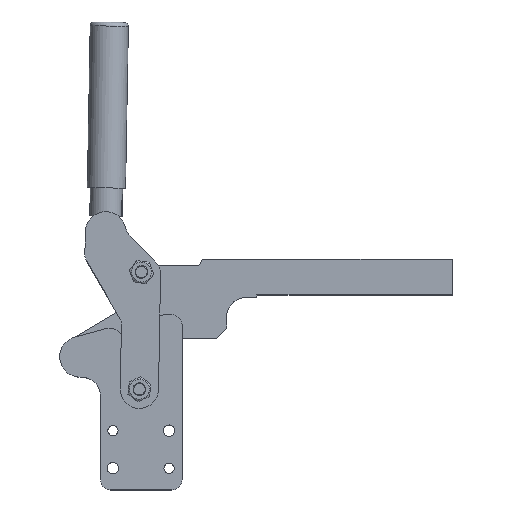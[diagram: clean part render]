
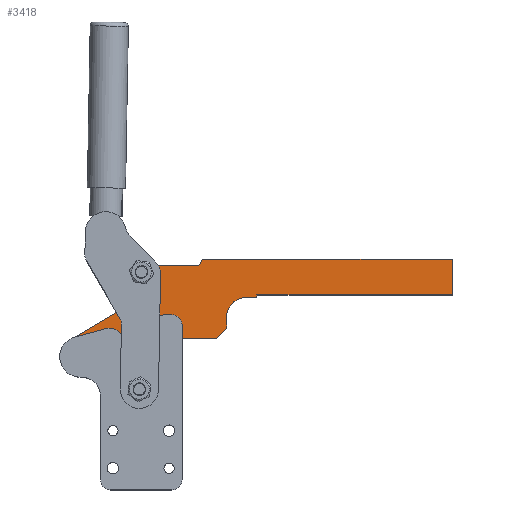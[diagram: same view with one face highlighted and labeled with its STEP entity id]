
A CAD part, top view. The second image highlights one B-rep face of the part: STEP entity #3418.
In plain terms, the highlighted planar face has unit normal (0, 0, 1).
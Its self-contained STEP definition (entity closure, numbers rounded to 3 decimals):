
#3116=CARTESIAN_POINT('',(-27.267,584.067,55.35));
#3117=VERTEX_POINT('',#3116);
#3126=CARTESIAN_POINT('',(-27.534,582.297,55.35));
#3127=VERTEX_POINT('',#3126);
#3128=CARTESIAN_POINT('',(-21.534,582.297,55.35));
#3129=DIRECTION('',(0.0,0.0,1.0));
#3130=DIRECTION('',(1.0,0.0,0.0));
#3131=AXIS2_PLACEMENT_3D('',#3128,#3129,#3130);
#3132=CIRCLE('',#3131,6.);
#3133=EDGE_CURVE('',#3117,#3127,#3132,.T.);
#3135=CARTESIAN_POINT('',(-15.801,580.528,55.35));
#3136=VERTEX_POINT('',#3135);
#3137=CARTESIAN_POINT('',(-21.534,582.297,55.35));
#3138=DIRECTION('',(0.0,0.0,1.0));
#3139=DIRECTION('',(1.0,0.0,0.0));
#3140=AXIS2_PLACEMENT_3D('',#3137,#3138,#3139);
#3141=CIRCLE('',#3140,6.);
#3142=EDGE_CURVE('',#3127,#3136,#3141,.T.);
#3176=CARTESIAN_POINT('',(-68.732,551.129,55.35));
#3177=VERTEX_POINT('',#3176);
#3186=CARTESIAN_POINT('',(-66.755,562.965,55.35));
#3187=VERTEX_POINT('',#3186);
#3188=CARTESIAN_POINT('',(-67.744,557.047,55.35));
#3189=DIRECTION('',(0.0,0.0,1.0));
#3190=DIRECTION('',(1.0,0.0,0.0));
#3191=AXIS2_PLACEMENT_3D('',#3188,#3189,#3190);
#3192=CIRCLE('',#3191,6.);
#3193=EDGE_CURVE('',#3177,#3187,#3192,.T.);
#3236=CARTESIAN_POINT('',(-73.744,557.047,55.35));
#3237=VERTEX_POINT('',#3236);
#3238=CARTESIAN_POINT('',(-67.744,557.047,55.35));
#3239=DIRECTION('',(0.0,0.0,1.0));
#3240=DIRECTION('',(1.0,0.0,0.0));
#3241=AXIS2_PLACEMENT_3D('',#3238,#3239,#3240);
#3242=CIRCLE('',#3241,6.);
#3243=EDGE_CURVE('',#3187,#3237,#3242,.T.);
#3245=CARTESIAN_POINT('',(-67.744,557.047,55.35));
#3246=DIRECTION('',(0.0,0.0,1.0));
#3247=DIRECTION('',(1.0,0.0,0.0));
#3248=AXIS2_PLACEMENT_3D('',#3245,#3246,#3247);
#3249=CIRCLE('',#3248,6.);
#3250=EDGE_CURVE('',#3237,#3177,#3249,.T.);
#3269=CARTESIAN_POINT('',(-21.534,582.297,55.35));
#3270=DIRECTION('',(0.0,0.0,1.0));
#3271=DIRECTION('',(1.0,0.0,0.0));
#3272=AXIS2_PLACEMENT_3D('',#3269,#3270,#3271);
#3273=CIRCLE('',#3272,6.);
#3274=EDGE_CURVE('',#3136,#3117,#3273,.T.);
#3279=CARTESIAN_POINT('',(-21.534,582.297,55.35));
#3280=DIRECTION('',(0.0,0.0,-1.0));
#3281=DIRECTION('',(-0.956,0.295,0.0));
#3282=AXIS2_PLACEMENT_3D('',#3279,#3280,#3281);
#3283=PLANE('',#3282);
#3284=CARTESIAN_POINT('',(-7.744,628.547,55.35));
#3285=VERTEX_POINT('',#3284);
#3286=CARTESIAN_POINT('',(25.452,628.547,55.35));
#3287=VERTEX_POINT('',#3286);
#3288=CARTESIAN_POINT('',(-7.744,628.547,55.35));
#3289=DIRECTION('',(1.0,0.0,0.0));
#3290=VECTOR('',#3289,33.196);
#3291=LINE('',#3288,#3290);
#3292=EDGE_CURVE('',#3285,#3287,#3291,.T.);
#3293=ORIENTED_EDGE('',*,*,#3292,.F.);
#3294=CARTESIAN_POINT('',(-7.744,610.621,55.35));
#3295=VERTEX_POINT('',#3294);
#3296=CARTESIAN_POINT('',(-7.744,610.621,55.35));
#3297=DIRECTION('',(0.0,1.0,0.0));
#3298=VECTOR('',#3297,17.926);
#3299=LINE('',#3296,#3298);
#3300=EDGE_CURVE('',#3295,#3285,#3299,.T.);
#3301=ORIENTED_EDGE('',*,*,#3300,.F.);
#3302=CARTESIAN_POINT('',(-75.646,570.381,55.35));
#3303=VERTEX_POINT('',#3302);
#3304=CARTESIAN_POINT('',(-75.646,570.381,55.35));
#3305=DIRECTION('',(0.86,0.51,0.));
#3306=VECTOR('',#3305,78.93);
#3307=LINE('',#3304,#3306);
#3308=EDGE_CURVE('',#3303,#3295,#3307,.T.);
#3309=ORIENTED_EDGE('',*,*,#3308,.F.);
#3310=CARTESIAN_POINT('',(-61.034,543.075,55.35));
#3311=VERTEX_POINT('',#3310);
#3312=CARTESIAN_POINT('',(-67.744,557.047,55.35));
#3313=DIRECTION('',(0.,0.,-1.0));
#3314=DIRECTION('',(-0.51,0.86,0.));
#3315=AXIS2_PLACEMENT_3D('',#3312,#3313,#3314);
#3316=CIRCLE('',#3315,15.5);
#3317=EDGE_CURVE('',#3311,#3303,#3316,.T.);
#3318=ORIENTED_EDGE('',*,*,#3317,.F.);
#3319=CARTESIAN_POINT('',(-1.744,571.547,55.35));
#3320=VERTEX_POINT('',#3319);
#3321=CARTESIAN_POINT('',(-1.744,571.547,55.35));
#3322=DIRECTION('',(-0.901,-0.433,0.));
#3323=VECTOR('',#3322,65.772);
#3324=LINE('',#3321,#3323);
#3325=EDGE_CURVE('',#3320,#3311,#3324,.T.);
#3326=ORIENTED_EDGE('',*,*,#3325,.F.);
#3327=CARTESIAN_POINT('',(39.256,571.547,55.35));
#3328=VERTEX_POINT('',#3327);
#3329=CARTESIAN_POINT('',(39.256,571.547,55.35));
#3330=DIRECTION('',(-1.0,0.0,0.0));
#3331=VECTOR('',#3330,41.);
#3332=LINE('',#3329,#3331);
#3333=EDGE_CURVE('',#3328,#3320,#3332,.T.);
#3334=ORIENTED_EDGE('',*,*,#3333,.F.);
#3335=CARTESIAN_POINT('',(47.256,579.547,55.35));
#3336=VERTEX_POINT('',#3335);
#3337=CARTESIAN_POINT('',(47.256,579.547,55.35));
#3338=DIRECTION('',(-0.707,-0.707,0.));
#3339=VECTOR('',#3338,11.314);
#3340=LINE('',#3337,#3339);
#3341=EDGE_CURVE('',#3336,#3328,#3340,.T.);
#3342=ORIENTED_EDGE('',*,*,#3341,.F.);
#3343=CARTESIAN_POINT('',(47.256,588.547,55.35));
#3344=VERTEX_POINT('',#3343);
#3345=CARTESIAN_POINT('',(47.256,588.547,55.35));
#3346=DIRECTION('',(0.0,-1.0,0.0));
#3347=VECTOR('',#3346,9.);
#3348=LINE('',#3345,#3347);
#3349=EDGE_CURVE('',#3344,#3336,#3348,.T.);
#3350=ORIENTED_EDGE('',*,*,#3349,.F.);
#3351=CARTESIAN_POINT('',(62.256,603.547,55.35));
#3352=VERTEX_POINT('',#3351);
#3353=CARTESIAN_POINT('',(62.256,588.547,55.35));
#3354=DIRECTION('',(0.0,0.0,1.0));
#3355=DIRECTION('',(0.0,-1.0,0.0));
#3356=AXIS2_PLACEMENT_3D('',#3353,#3354,#3355);
#3357=CIRCLE('',#3356,15.);
#3358=EDGE_CURVE('',#3352,#3344,#3357,.T.);
#3359=ORIENTED_EDGE('',*,*,#3358,.F.);
#3360=CARTESIAN_POINT('',(71.006,603.547,55.35));
#3361=VERTEX_POINT('',#3360);
#3362=CARTESIAN_POINT('',(71.006,603.547,55.35));
#3363=DIRECTION('',(-1.0,0.0,0.0));
#3364=VECTOR('',#3363,8.75);
#3365=LINE('',#3362,#3364);
#3366=EDGE_CURVE('',#3361,#3352,#3365,.T.);
#3367=ORIENTED_EDGE('',*,*,#3366,.F.);
#3368=CARTESIAN_POINT('',(71.006,605.547,55.35));
#3369=VERTEX_POINT('',#3368);
#3370=CARTESIAN_POINT('',(71.006,605.547,55.35));
#3371=DIRECTION('',(0.0,-1.0,0.0));
#3372=VECTOR('',#3371,2.0);
#3373=LINE('',#3370,#3372);
#3374=EDGE_CURVE('',#3369,#3361,#3373,.T.);
#3375=ORIENTED_EDGE('',*,*,#3374,.F.);
#3376=CARTESIAN_POINT('',(224.256,605.547,55.35));
#3377=VERTEX_POINT('',#3376);
#3378=CARTESIAN_POINT('',(224.256,605.547,55.35));
#3379=DIRECTION('',(-1.0,0.0,0.0));
#3380=VECTOR('',#3379,153.25);
#3381=LINE('',#3378,#3380);
#3382=EDGE_CURVE('',#3377,#3369,#3381,.T.);
#3383=ORIENTED_EDGE('',*,*,#3382,.F.);
#3384=CARTESIAN_POINT('',(224.256,633.547,55.35));
#3385=VERTEX_POINT('',#3384);
#3386=CARTESIAN_POINT('',(224.256,633.547,55.35));
#3387=DIRECTION('',(0.0,-1.0,0.0));
#3388=VECTOR('',#3387,28.);
#3389=LINE('',#3386,#3388);
#3390=EDGE_CURVE('',#3385,#3377,#3389,.T.);
#3391=ORIENTED_EDGE('',*,*,#3390,.F.);
#3392=CARTESIAN_POINT('',(28.339,633.547,55.35));
#3393=VERTEX_POINT('',#3392);
#3394=CARTESIAN_POINT('',(28.339,633.547,55.35));
#3395=DIRECTION('',(1.0,0.0,0.0));
#3396=VECTOR('',#3395,195.917);
#3397=LINE('',#3394,#3396);
#3398=EDGE_CURVE('',#3393,#3385,#3397,.T.);
#3399=ORIENTED_EDGE('',*,*,#3398,.F.);
#3400=CARTESIAN_POINT('',(25.452,628.547,55.35));
#3401=DIRECTION('',(0.5,0.866,0.0));
#3402=VECTOR('',#3401,5.774);
#3403=LINE('',#3400,#3402);
#3404=EDGE_CURVE('',#3287,#3393,#3403,.T.);
#3405=ORIENTED_EDGE('',*,*,#3404,.F.);
#3406=EDGE_LOOP('',(#3293,#3301,#3309,#3318,#3326,#3334,#3342,#3350,#3359,#3367,#3375,#3383,#3391,#3399,#3405));
#3407=FACE_OUTER_BOUND('',#3406,.T.);
#3408=ORIENTED_EDGE('',*,*,#3250,.F.);
#3409=ORIENTED_EDGE('',*,*,#3243,.F.);
#3410=ORIENTED_EDGE('',*,*,#3193,.F.);
#3411=EDGE_LOOP('',(#3408,#3409,#3410));
#3412=FACE_BOUND('',#3411,.T.);
#3413=ORIENTED_EDGE('',*,*,#3142,.F.);
#3414=ORIENTED_EDGE('',*,*,#3133,.F.);
#3415=ORIENTED_EDGE('',*,*,#3274,.F.);
#3416=EDGE_LOOP('',(#3413,#3414,#3415));
#3417=FACE_BOUND('',#3416,.T.);
#3418=ADVANCED_FACE('',(#3407,#3412,#3417),#3283,.F.);
